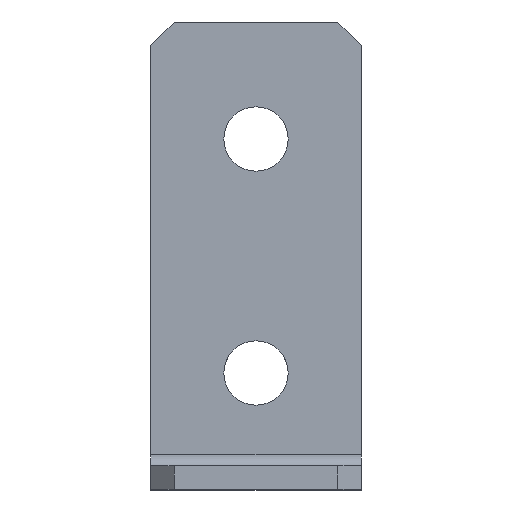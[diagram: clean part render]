
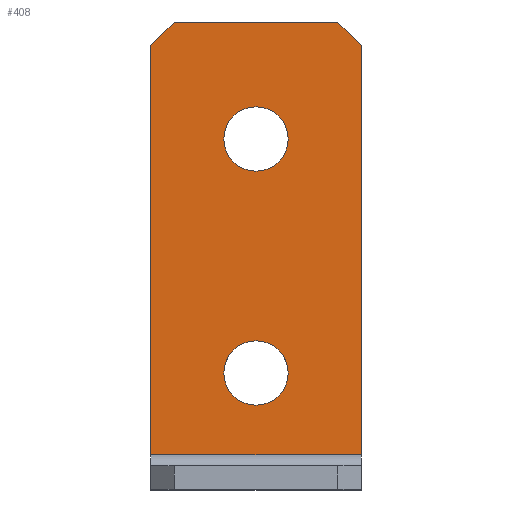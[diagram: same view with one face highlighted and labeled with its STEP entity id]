
A CAD part, top view. The second image highlights one B-rep face of the part: STEP entity #408.
In plain terms, the highlighted planar face has unit normal (0, 0, 1).
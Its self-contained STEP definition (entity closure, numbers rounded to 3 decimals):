
#2 = EDGE_LOOP ( 'NONE', ( #561, #722 ) ) ;
#7 = DIRECTION ( 'NONE',  ( -1., 0., 0. ) ) ;
#9 = EDGE_CURVE ( 'NONE', #610, #404, #395, .T. ) ;
#22 = ORIENTED_EDGE ( 'NONE', *, *, #719, .F. ) ;
#38 = ORIENTED_EDGE ( 'NONE', *, *, #277, .T. ) ;
#54 = CIRCLE ( 'NONE', #621, 2.75 ) ;
#62 = DIRECTION ( 'NONE',  ( -1., 0., 0. ) ) ;
#67 = CARTESIAN_POINT ( 'NONE',  ( 9., 3., 2. ) ) ;
#70 = EDGE_CURVE ( 'NONE', #430, #80, #205, .T. ) ;
#80 = VERTEX_POINT ( 'NONE', #193 ) ;
#83 = CARTESIAN_POINT ( 'NONE',  ( 0., 10., 2. ) ) ;
#89 = CARTESIAN_POINT ( 'NONE',  ( 0., 30., 2. ) ) ;
#115 = CARTESIAN_POINT ( 'NONE',  ( -9., 40., 2. ) ) ;
#121 = EDGE_CURVE ( 'NONE', #387, #301, #826, .T. ) ;
#126 = FACE_OUTER_BOUND ( 'NONE', #810, .T. ) ;
#142 = DIRECTION ( 'NONE',  ( -0.707, -0.707, 0. ) ) ;
#143 = VERTEX_POINT ( 'NONE', #587 ) ;
#145 = VECTOR ( 'NONE', #544, 1000. ) ;
#181 = CARTESIAN_POINT ( 'NONE',  ( -2.75, 10., 2. ) ) ;
#193 = CARTESIAN_POINT ( 'NONE',  ( -9., 38., 2. ) ) ;
#197 = VECTOR ( 'NONE', #596, 1000. ) ;
#205 = LINE ( 'NONE', #323, #674 ) ;
#207 = AXIS2_PLACEMENT_3D ( 'NONE', #83, #270, #782 ) ;
#215 = EDGE_CURVE ( 'NONE', #624, #785, #288, .T. ) ;
#230 = DIRECTION ( 'NONE',  ( 0., 0., -1. ) ) ;
#238 = DIRECTION ( 'NONE',  ( 0., 0., 1. ) ) ;
#260 = EDGE_CURVE ( 'NONE', #80, #404, #598, .T. ) ;
#270 = DIRECTION ( 'NONE',  ( 0., 0., 1. ) ) ;
#277 = EDGE_CURVE ( 'NONE', #435, #143, #412, .T. ) ;
#288 = CIRCLE ( 'NONE', #377, 2.75 ) ;
#301 = VERTEX_POINT ( 'NONE', #181 ) ;
#304 = PLANE ( 'NONE',  #448 ) ;
#312 = VECTOR ( 'NONE', #367, 1000. ) ;
#323 = CARTESIAN_POINT ( 'NONE',  ( -7., 40., 2. ) ) ;
#341 = AXIS2_PLACEMENT_3D ( 'NONE', #508, #456, #641 ) ;
#352 = LINE ( 'NONE', #807, #197 ) ;
#358 = ORIENTED_EDGE ( 'NONE', *, *, #215, .F. ) ;
#362 = CARTESIAN_POINT ( 'NONE',  ( -2.75, 30., 2. ) ) ;
#367 = DIRECTION ( 'NONE',  ( -1., 0., 0. ) ) ;
#370 = LINE ( 'NONE', #115, #312 ) ;
#372 = EDGE_CURVE ( 'NONE', #143, #430, #370, .T. ) ;
#373 = FACE_BOUND ( 'NONE', #439, .T. ) ;
#377 = AXIS2_PLACEMENT_3D ( 'NONE', #89, #407, #527 ) ;
#387 = VERTEX_POINT ( 'NONE', #623 ) ;
#395 = LINE ( 'NONE', #67, #783 ) ;
#401 = CARTESIAN_POINT ( 'NONE',  ( 9., 3., 2. ) ) ;
#404 = VERTEX_POINT ( 'NONE', #678 ) ;
#405 = CARTESIAN_POINT ( 'NONE',  ( 2.75, 30., 2. ) ) ;
#407 = DIRECTION ( 'NONE',  ( 0., 0., 1. ) ) ;
#408 = ADVANCED_FACE ( 'NONE', ( #823, #126, #373 ), #304, .F. ) ;
#412 = LINE ( 'NONE', #667, #742 ) ;
#430 = VERTEX_POINT ( 'NONE', #812 ) ;
#435 = VERTEX_POINT ( 'NONE', #777 ) ;
#439 = EDGE_LOOP ( 'NONE', ( #358, #22 ) ) ;
#448 = AXIS2_PLACEMENT_3D ( 'NONE', #626, #230, #62 ) ;
#456 = DIRECTION ( 'NONE',  ( 0., 0., 1. ) ) ;
#460 = CIRCLE ( 'NONE', #341, 2.75 ) ;
#465 = EDGE_CURVE ( 'NONE', #301, #387, #460, .T. ) ;
#483 = DIRECTION ( 'NONE',  ( 1., 0., 0. ) ) ;
#497 = ORIENTED_EDGE ( 'NONE', *, *, #9, .F. ) ;
#508 = CARTESIAN_POINT ( 'NONE',  ( 0., 10., 2. ) ) ;
#527 = DIRECTION ( 'NONE',  ( 1., 0., 0. ) ) ;
#535 = CARTESIAN_POINT ( 'NONE',  ( -9., 0., 2. ) ) ;
#544 = DIRECTION ( 'NONE',  ( 0., -1., 0. ) ) ;
#561 = ORIENTED_EDGE ( 'NONE', *, *, #121, .F. ) ;
#570 = ORIENTED_EDGE ( 'NONE', *, *, #372, .T. ) ;
#573 = ORIENTED_EDGE ( 'NONE', *, *, #70, .T. ) ;
#587 = CARTESIAN_POINT ( 'NONE',  ( 7., 40., 2. ) ) ;
#596 = DIRECTION ( 'NONE',  ( 0., 1., 0. ) ) ;
#598 = LINE ( 'NONE', #535, #145 ) ;
#610 = VERTEX_POINT ( 'NONE', #401 ) ;
#621 = AXIS2_PLACEMENT_3D ( 'NONE', #816, #238, #483 ) ;
#623 = CARTESIAN_POINT ( 'NONE',  ( 2.75, 10., 2. ) ) ;
#624 = VERTEX_POINT ( 'NONE', #405 ) ;
#626 = CARTESIAN_POINT ( 'NONE',  ( 0., 0., 2. ) ) ;
#641 = DIRECTION ( 'NONE',  ( 1., 0., 0. ) ) ;
#667 = CARTESIAN_POINT ( 'NONE',  ( 9., 38., 2. ) ) ;
#674 = VECTOR ( 'NONE', #142, 1000. ) ;
#678 = CARTESIAN_POINT ( 'NONE',  ( -9., 3., 2. ) ) ;
#716 = DIRECTION ( 'NONE',  ( -0.707, 0.707, 0. ) ) ;
#719 = EDGE_CURVE ( 'NONE', #785, #624, #54, .T. ) ;
#722 = ORIENTED_EDGE ( 'NONE', *, *, #465, .F. ) ;
#741 = ORIENTED_EDGE ( 'NONE', *, *, #779, .T. ) ;
#742 = VECTOR ( 'NONE', #716, 1000. ) ;
#750 = ORIENTED_EDGE ( 'NONE', *, *, #260, .T. ) ;
#777 = CARTESIAN_POINT ( 'NONE',  ( 9., 38., 2. ) ) ;
#779 = EDGE_CURVE ( 'NONE', #610, #435, #352, .T. ) ;
#782 = DIRECTION ( 'NONE',  ( 1., 0., 0. ) ) ;
#783 = VECTOR ( 'NONE', #7, 1000. ) ;
#785 = VERTEX_POINT ( 'NONE', #362 ) ;
#807 = CARTESIAN_POINT ( 'NONE',  ( 9., 0., 2. ) ) ;
#810 = EDGE_LOOP ( 'NONE', ( #741, #38, #570, #573, #750, #497 ) ) ;
#812 = CARTESIAN_POINT ( 'NONE',  ( -7., 40., 2. ) ) ;
#816 = CARTESIAN_POINT ( 'NONE',  ( 0., 30., 2. ) ) ;
#823 = FACE_BOUND ( 'NONE', #2, .T. ) ;
#826 = CIRCLE ( 'NONE', #207, 2.75 ) ;
